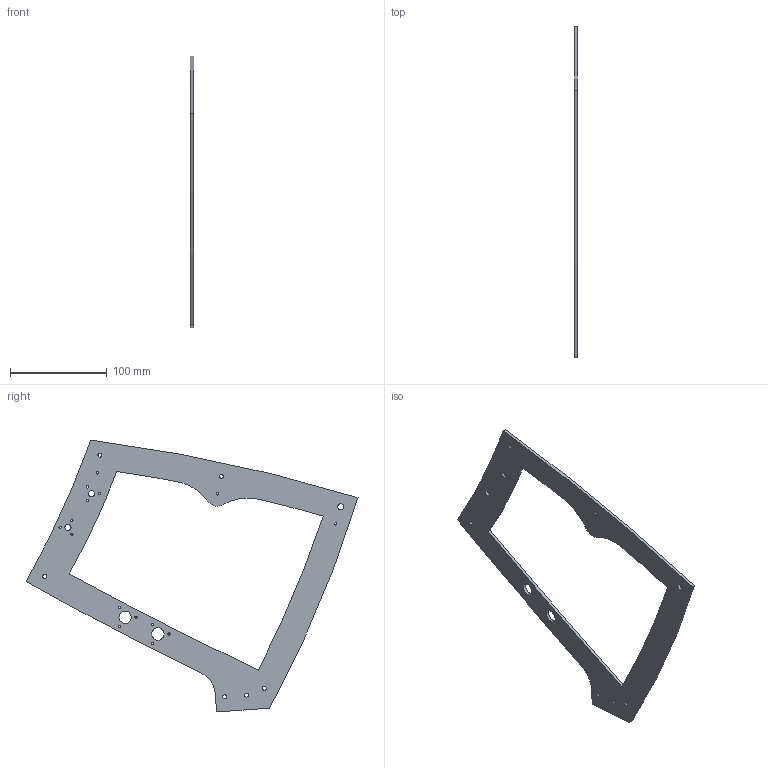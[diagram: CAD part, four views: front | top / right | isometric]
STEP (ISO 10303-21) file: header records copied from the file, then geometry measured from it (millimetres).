
FILE_DESCRIPTION(/* description */ ('STEP AP214'),/* implementation_level */ '2;1');
FILE_NAME(/* name */ '62524f87ecdeb77adb8b9999',/* time_stamp */ '2022-04-10T03:31:20+00:00',/* author */ (''),/* organization */ (''),/* preprocessor_version */ 'ST-DEVELOPER v18.101',/* originating_system */ ' ',/* authorisation */ ' ');
FILE_SCHEMA (('AUTOMOTIVE_DESIGN {1 0 10303 214 3 1 1}'));
Length unit declared in the file: metre
Products named in the file (1): Frame Part
Bounding box: 3.17 x 343.51 x 281.36 mm (x, y, z)
Volume: 83632.6 mm3; surface area: 59193 mm2
Topology: 1 solids, 1 shells, 43 faces, 139 edges, 98 vertices
Faces by surface type: cylinder 39, plane 4
Full cylindrical faces by diameter (mm): 2.381 x15, 4.039 x6, 6.35 x3, 12.7 x2
Entity records: 1463 total; most frequent: DIRECTION 263, CARTESIAN_POINT 223, ORIENTED_EDGE 194, EDGE_LOOP 123, FACE_BOUND 123, AXIS2_PLACEMENT_3D 122, EDGE_CURVE 97, VERTEX_POINT 82
